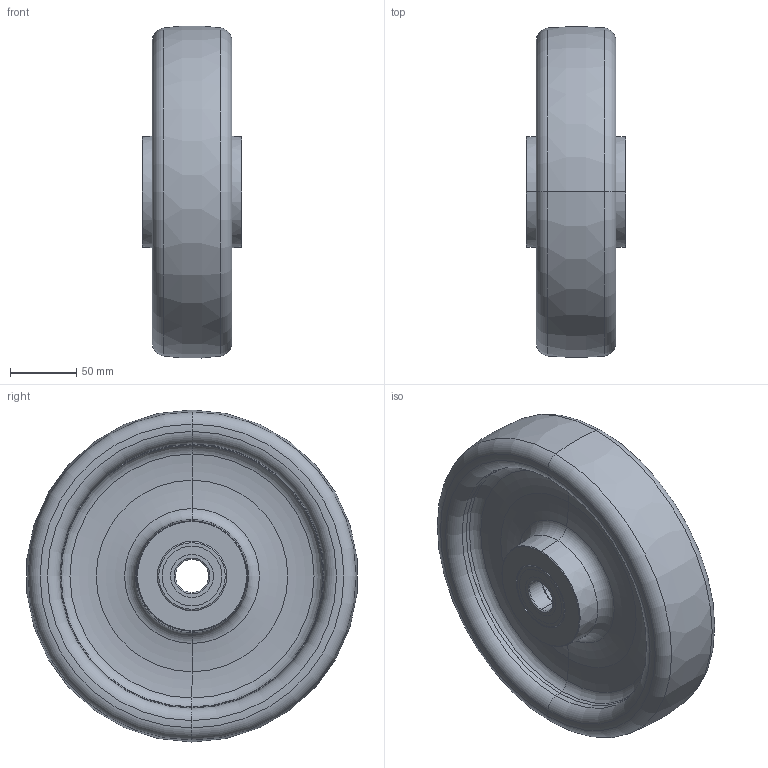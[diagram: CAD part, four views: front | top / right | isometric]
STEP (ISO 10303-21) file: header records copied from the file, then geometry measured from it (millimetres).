
FILE_DESCRIPTION (( 'STEP AP214' ), '1' );
FILE_NAME ('0016979.step', '2022-06-20T11:21:59', ( '' ), ( '' ), 'SwSTEP 2.0', 'SolidWorks 2020', '' );
FILE_SCHEMA (( 'AUTOMOTIVE_DESIGN' ));
Length unit declared in the file: millimetre
Products named in the file (1): 0016979
Bounding box: 75.1 x 248.3 x 249.66 mm (x, y, z)
Volume: 1838746.6 mm3; surface area: 211923.4 mm2
Topology: 12 solids, 12 shells, 180 faces, 360 edges, 212 vertices
Faces by surface type: torus 78, cylinder 66, plane 32, cone 4
Entity records: 6903 total; most frequent: DIRECTION 1012, CARTESIAN_POINT 753, ORIENTED_EDGE 720, AXIS2_PLACEMENT_3D 471, EDGE_CURVE 360, CIRCLE 290, VERTEX_POINT 212, EDGE_LOOP 212
